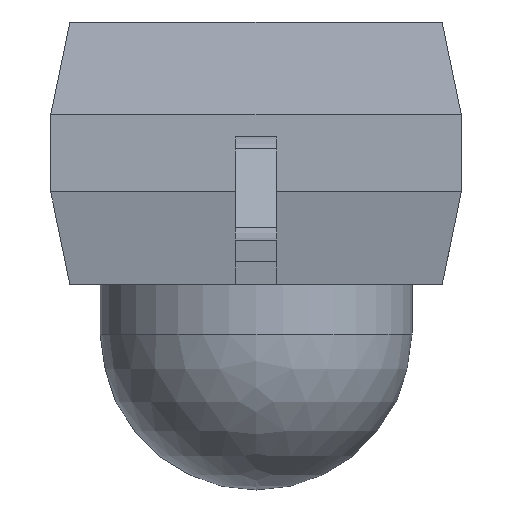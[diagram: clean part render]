
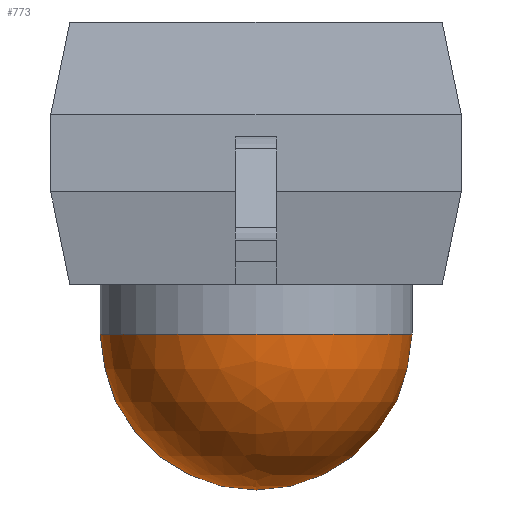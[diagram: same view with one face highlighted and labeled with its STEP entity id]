
A CAD part, left-side view. The second image highlights one B-rep face of the part: STEP entity #773.
In plain terms, the highlighted spherical face has radius 0.95 mm.
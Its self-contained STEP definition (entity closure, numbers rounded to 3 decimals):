
#15=SPHERICAL_SURFACE('',#852,0.95);
#51=CIRCLE('',#851,0.95);
#52=CIRCLE('',#853,0.95);
#95=FACE_OUTER_BOUND('',#141,.T.);
#141=EDGE_LOOP('',(#697,#698,#699));
#377=VERTEX_POINT('',#1286);
#378=VERTEX_POINT('',#1290);
#483=EDGE_CURVE('',#377,#377,#51,.T.);
#485=EDGE_CURVE('',#377,#378,#52,.T.);
#697=ORIENTED_EDGE('',*,*,#483,.T.);
#698=ORIENTED_EDGE('',*,*,#485,.T.);
#699=ORIENTED_EDGE('',*,*,#485,.F.);
#773=ADVANCED_FACE('',(#95),#15,.T.);
#851=AXIS2_PLACEMENT_3D('',#1287,#1065,#1066);
#852=AXIS2_PLACEMENT_3D('',#1289,#1068,#1069);
#853=AXIS2_PLACEMENT_3D('',#1291,#1070,#1071);
#1065=DIRECTION('center_axis',(0.,0.,-1.));
#1066=DIRECTION('ref_axis',(1.,0.,0.));
#1068=DIRECTION('center_axis',(0.,0.,1.));
#1069=DIRECTION('ref_axis',(1.,0.,0.));
#1070=DIRECTION('center_axis',(0.,-1.,0.));
#1071=DIRECTION('ref_axis',(-1.,0.,0.));
#1286=CARTESIAN_POINT('',(-0.95,0.,-0.3));
#1287=CARTESIAN_POINT('Origin',(0.,0.,-0.3));
#1289=CARTESIAN_POINT('Origin',(0.,0.,-0.3));
#1290=CARTESIAN_POINT('',(0.,0.,-1.25));
#1291=CARTESIAN_POINT('Origin',(0.,0.,-0.3));
